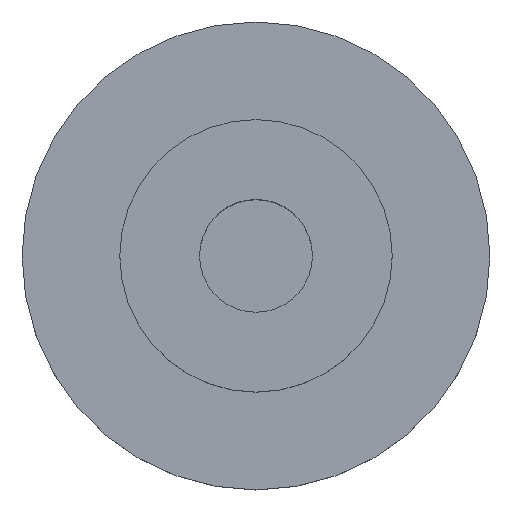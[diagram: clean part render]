
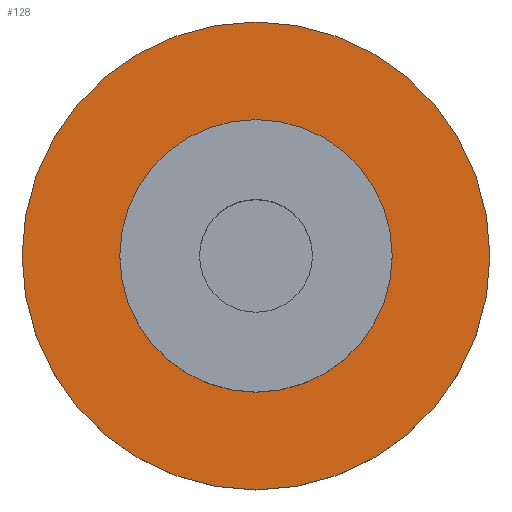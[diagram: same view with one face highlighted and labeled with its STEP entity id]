
A CAD part, top view. The second image highlights one B-rep face of the part: STEP entity #128.
In plain terms, the highlighted planar face has unit normal (0, 0, 1).
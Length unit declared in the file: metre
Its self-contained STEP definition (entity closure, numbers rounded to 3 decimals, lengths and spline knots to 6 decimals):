
#15=PLANE('',#159);
#28=ORIENTED_EDGE('',*,*,#47,.F.);
#29=ORIENTED_EDGE('',*,*,#45,.T.);
#45=EDGE_CURVE('',#56,#56,#67,.T.);
#47=EDGE_CURVE('',#58,#58,#69,.T.);
#56=VERTEX_POINT('',#234);
#58=VERTEX_POINT('',#239);
#67=CIRCLE('',#157,0.0085);
#69=CIRCLE('',#160,0.00495);
#83=EDGE_LOOP('',(#28));
#84=EDGE_LOOP('',(#29));
#105=FACE_BOUND('',#83,.T.);
#106=FACE_BOUND('',#84,.T.);
#128=ADVANCED_FACE('',(#105,#106),#15,.T.);
#157=AXIS2_PLACEMENT_3D('',#233,#191,#192);
#159=AXIS2_PLACEMENT_3D('',#237,#195,#196);
#160=AXIS2_PLACEMENT_3D('',#238,#197,#198);
#191=DIRECTION('',(0.,0.,1.));
#192=DIRECTION('',(1.,0.,0.));
#195=DIRECTION('',(0.,0.,1.));
#196=DIRECTION('',(1.,0.,0.));
#197=DIRECTION('',(0.,0.,1.));
#198=DIRECTION('',(1.,0.,0.));
#233=CARTESIAN_POINT('',(-0.144334,0.,0.09));
#234=CARTESIAN_POINT('',(-0.135834,0.,0.09));
#237=CARTESIAN_POINT('',(-0.144334,0.,0.09));
#238=CARTESIAN_POINT('',(-0.144334,0.,0.09));
#239=CARTESIAN_POINT('',(-0.139384,0.,0.09));
